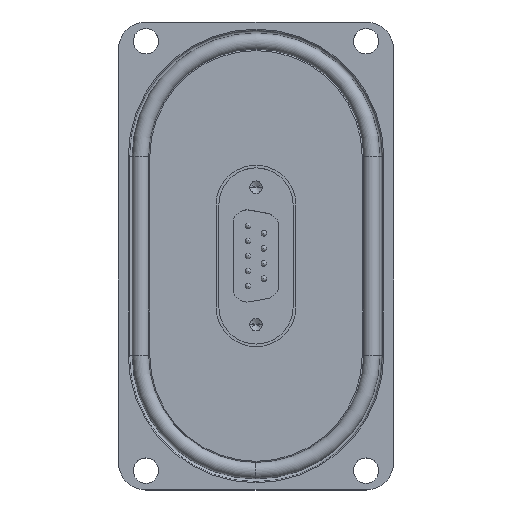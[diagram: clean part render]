
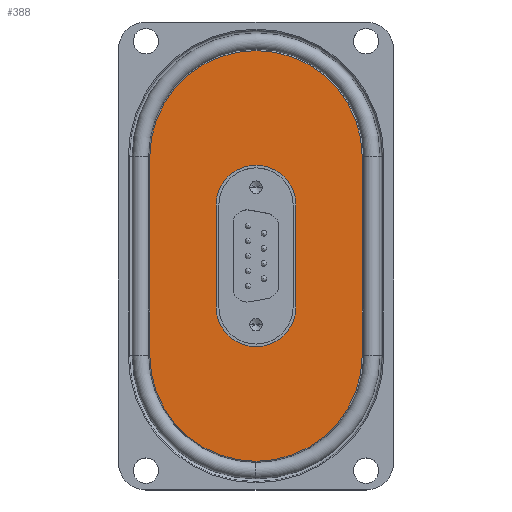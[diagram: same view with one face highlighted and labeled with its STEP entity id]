
A CAD part, top view. The second image highlights one B-rep face of the part: STEP entity #388.
In plain terms, the highlighted planar face has unit normal (0, 0, 1).
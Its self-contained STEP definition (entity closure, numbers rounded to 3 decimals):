
#22 = DIRECTION ( 'NONE',  ( 1., 0., 0. ) ) ;
#23 = DIRECTION ( 'NONE',  ( 0., 0., 1. ) ) ;
#31 = CARTESIAN_POINT ( 'NONE',  ( 19.3, -18., 10. ) ) ;
#49 = CARTESIAN_POINT ( 'NONE',  ( 0., 18., 10. ) ) ;
#179 = VERTEX_POINT ( 'NONE', #7503 ) ;
#224 = DIRECTION ( 'NONE',  ( 0., 1., 0. ) ) ;
#300 = CARTESIAN_POINT ( 'NONE',  ( 19.3, 0., 10. ) ) ;
#303 = DIRECTION ( 'NONE',  ( 1., 0., 0. ) ) ;
#336 = DIRECTION ( 'NONE',  ( 0., 0., 1. ) ) ;
#341 = CARTESIAN_POINT ( 'NONE',  ( 0., -9.25, 10. ) ) ;
#349 = CARTESIAN_POINT ( 'NONE',  ( -7.25, 9.25, 10. ) ) ;
#370 = DIRECTION ( 'NONE',  ( 0., -1., 0. ) ) ;
#388 = ADVANCED_FACE ( 'NONE', ( #6452, #6480 ), #4694, .T. ) ;
#542 = DIRECTION ( 'NONE',  ( 1., 0., 0. ) ) ;
#567 = DIRECTION ( 'NONE',  ( 0., 0., 1. ) ) ;
#585 = CARTESIAN_POINT ( 'NONE',  ( 0., 9.25, 10. ) ) ;
#603 = DIRECTION ( 'NONE',  ( 0., 1., 0. ) ) ;
#632 = CARTESIAN_POINT ( 'NONE',  ( 7.25, 9.25, 10. ) ) ;
#1650 = VERTEX_POINT ( 'NONE', #4411 ) ;
#1698 = VERTEX_POINT ( 'NONE', #3666 ) ;
#2830 = LINE ( 'NONE', #6077, #2945 ) ;
#2848 = CIRCLE ( 'NONE', #9156, 19.3 ) ;
#2945 = VECTOR ( 'NONE', #11270, 1000. ) ;
#2948 = CIRCLE ( 'NONE', #9676, 19.3 ) ;
#2982 = LINE ( 'NONE', #300, #2995 ) ;
#2995 = VECTOR ( 'NONE', #224, 1000. ) ;
#3131 = VECTOR ( 'NONE', #370, 1000. ) ;
#3141 = LINE ( 'NONE', #349, #3131 ) ;
#3202 = EDGE_CURVE ( 'NONE', #4235, #179, #3394, .T. ) ;
#3208 = EDGE_CURVE ( 'NONE', #4641, #4235, #3429, .T. ) ;
#3225 = EDGE_CURVE ( 'NONE', #8064, #4641, #3278, .T. ) ;
#3226 = EDGE_CURVE ( 'NONE', #179, #8064, #3141, .T. ) ;
#3241 = EDGE_CURVE ( 'NONE', #6775, #9770, #2982, .T. ) ;
#3242 = VECTOR ( 'NONE', #603, 1000. ) ;
#3260 = EDGE_CURVE ( 'NONE', #9770, #1650, #2948, .T. ) ;
#3277 = EDGE_CURVE ( 'NONE', #1650, #1698, #2830, .T. ) ;
#3278 = CIRCLE ( 'NONE', #10181, 7.25 ) ;
#3285 = EDGE_CURVE ( 'NONE', #1698, #6775, #2848, .T. ) ;
#3394 = CIRCLE ( 'NONE', #10458, 7.25 ) ;
#3429 = LINE ( 'NONE', #632, #3242 ) ;
#3454 = AXIS2_PLACEMENT_3D ( 'NONE', #4738, #4688, #4669 ) ;
#3666 = CARTESIAN_POINT ( 'NONE',  ( -19.3, -18., 10. ) ) ;
#4141 = CARTESIAN_POINT ( 'NONE',  ( -7.25, -9.25, 10. ) ) ;
#4235 = VERTEX_POINT ( 'NONE', #9217 ) ;
#4411 = CARTESIAN_POINT ( 'NONE',  ( -19.3, 18., 10. ) ) ;
#4641 = VERTEX_POINT ( 'NONE', #5323 ) ;
#4669 = DIRECTION ( 'NONE',  ( 1., 0., 0. ) ) ;
#4688 = DIRECTION ( 'NONE',  ( 0., 0., 1. ) ) ;
#4694 = PLANE ( 'NONE',  #3454 ) ;
#4738 = CARTESIAN_POINT ( 'NONE',  ( 0., 0., 10. ) ) ;
#5323 = CARTESIAN_POINT ( 'NONE',  ( 7.25, -9.25, 10. ) ) ;
#6077 = CARTESIAN_POINT ( 'NONE',  ( -19.3, 0., 10. ) ) ;
#6201 = CARTESIAN_POINT ( 'NONE',  ( 19.3, 18., 10. ) ) ;
#6452 = FACE_BOUND ( 'NONE', #7010, .T. ) ;
#6480 = FACE_OUTER_BOUND ( 'NONE', #7107, .T. ) ;
#6775 = VERTEX_POINT ( 'NONE', #31 ) ;
#7010 = EDGE_LOOP ( 'NONE', ( #8626, #8640, #8699, #8723 ) ) ;
#7107 = EDGE_LOOP ( 'NONE', ( #8775, #8785, #8808, #8838 ) ) ;
#7503 = CARTESIAN_POINT ( 'NONE',  ( -7.25, 9.25, 10. ) ) ;
#8064 = VERTEX_POINT ( 'NONE', #4141 ) ;
#8626 = ORIENTED_EDGE ( 'NONE', *, *, #3202, .F. ) ;
#8640 = ORIENTED_EDGE ( 'NONE', *, *, #3208, .F. ) ;
#8699 = ORIENTED_EDGE ( 'NONE', *, *, #3225, .F. ) ;
#8723 = ORIENTED_EDGE ( 'NONE', *, *, #3226, .F. ) ;
#8775 = ORIENTED_EDGE ( 'NONE', *, *, #3241, .T. ) ;
#8785 = ORIENTED_EDGE ( 'NONE', *, *, #3260, .T. ) ;
#8808 = ORIENTED_EDGE ( 'NONE', *, *, #3277, .T. ) ;
#8838 = ORIENTED_EDGE ( 'NONE', *, *, #3285, .T. ) ;
#9156 = AXIS2_PLACEMENT_3D ( 'NONE', #11010, #10708, #10732 ) ;
#9217 = CARTESIAN_POINT ( 'NONE',  ( 7.25, 9.25, 10. ) ) ;
#9676 = AXIS2_PLACEMENT_3D ( 'NONE', #49, #23, #22 ) ;
#9770 = VERTEX_POINT ( 'NONE', #6201 ) ;
#10181 = AXIS2_PLACEMENT_3D ( 'NONE', #341, #336, #303 ) ;
#10458 = AXIS2_PLACEMENT_3D ( 'NONE', #585, #567, #542 ) ;
#10708 = DIRECTION ( 'NONE',  ( 0., 0., 1. ) ) ;
#10732 = DIRECTION ( 'NONE',  ( 1., 0., 0. ) ) ;
#11010 = CARTESIAN_POINT ( 'NONE',  ( 0., -18., 10. ) ) ;
#11270 = DIRECTION ( 'NONE',  ( 0., -1., 0. ) ) ;
